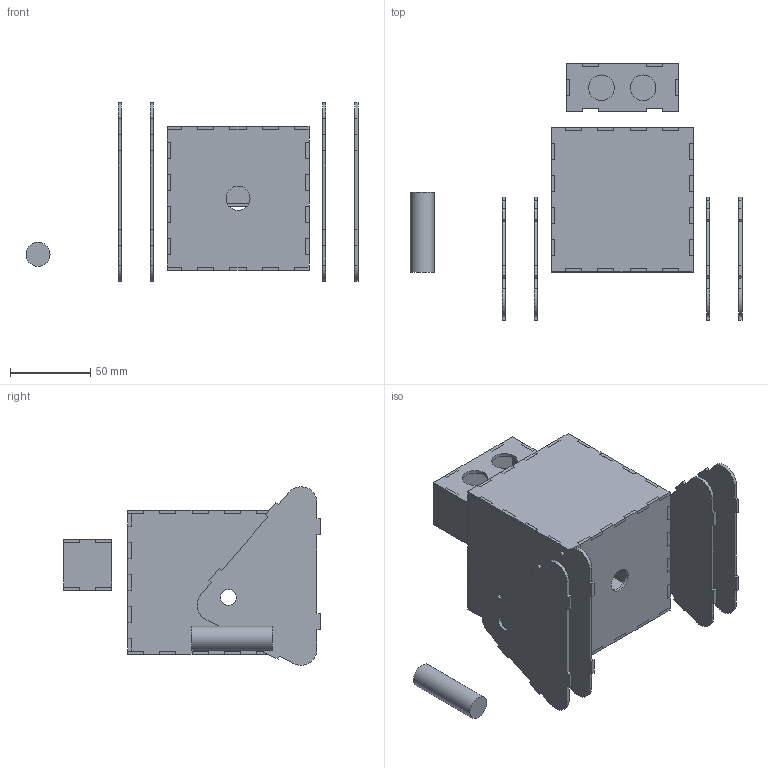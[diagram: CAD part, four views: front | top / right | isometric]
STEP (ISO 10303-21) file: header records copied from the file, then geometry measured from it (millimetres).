
FILE_DESCRIPTION(/* description */ (''),/* implementation_level */ '2;1');
FILE_NAME(/* name */ 'mywalle v5.step',/* time_stamp */ '2016-06-29T10:02:53+08:00',/* author */ (''),/* organization */ (''),/* preprocessor_version */ 'ST-DEVELOPER v16.5',/* originating_system */ 'Autodesk Translation Framework v5.1.0.3141',/* authorisation */ '');
FILE_SCHEMA (('AUTOMOTIVE_DESIGN { 1 0 10303 214 3 1 1 }'));
Length unit declared in the file: centimetre
Products named in the file (12): mywalle v5; front; left; bottom; leg; leg(Mirror); leg(Mirror) (1); mask; maskleft; maskright; masktop; maskback
Assembly tree (15 placements, depth 2):
  mywalle v5
    front  x2
    left  x2
    bottom  x2
    leg  x2
    leg(Mirror)
    leg(Mirror) (1)
    mask
    maskleft
    maskright
    masktop
    maskback
Bounding box: 207.2 x 160 x 111.35 mm (x, y, z)
Volume: 156099.9 mm3; surface area: 163393.5 mm2
Topology: 17 solids, 18 shells, 677 faces, 1924 edges, 1283 vertices
Faces by surface type: plane 652, cylinder 25
Full cylindrical faces by diameter (mm): 10 x6, 11.701 x2, 15 x3, 16 x2
Entity records: 13905 total; most frequent: CARTESIAN_POINT 2469, ORIENTED_EDGE 2404, DIRECTION 2158, EDGE_CURVE 1202, LINE 1164, VECTOR 1164, VERTEX_POINT 808, AXIS2_PLACEMENT_3D 497
